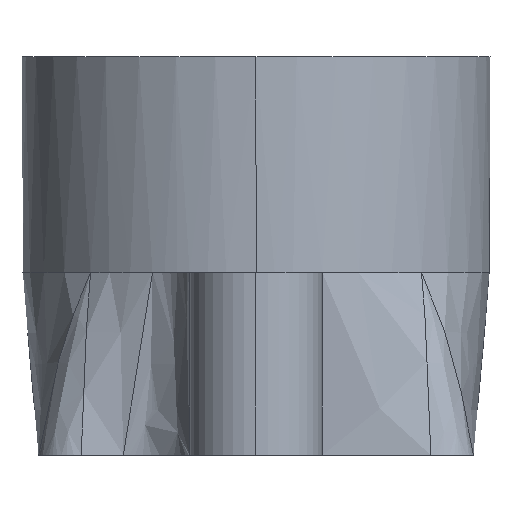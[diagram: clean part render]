
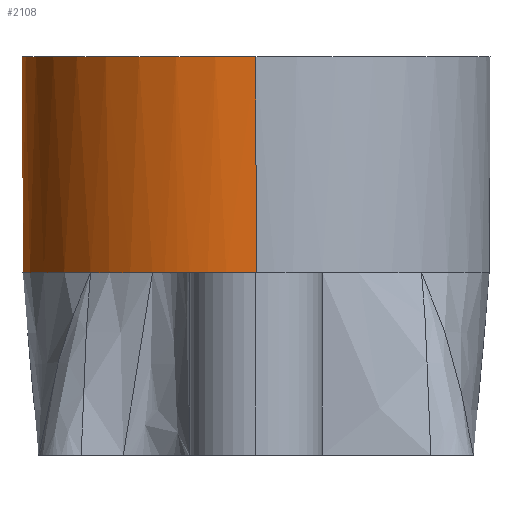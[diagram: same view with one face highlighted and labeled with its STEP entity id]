
A CAD part, left-side view. The second image highlights one B-rep face of the part: STEP entity #2108.
In plain terms, the highlighted cylindrical face has radius 7.05 mm (diameter 14.1 mm), a partial arc.
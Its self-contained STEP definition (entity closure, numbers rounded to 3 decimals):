
#4 = CARTESIAN_POINT ( 'NONE',  ( 0., 0., 5.5 ) ) ;
#8 = VERTEX_POINT ( 'NONE', #188 ) ;
#27 = AXIS2_PLACEMENT_3D ( 'NONE', #1696, #461, #835 ) ;
#36 = CARTESIAN_POINT ( 'NONE',  ( -7.026, 0.675, 5.5 ) ) ;
#58 = CARTESIAN_POINT ( 'NONE',  ( -6.76, 2., 5.5 ) ) ;
#70 = EDGE_CURVE ( 'NONE', #1759, #518, #670, .T. ) ;
#76 = CIRCLE ( 'NONE', #1096, 7.05 ) ;
#128 = CARTESIAN_POINT ( 'NONE',  ( 0., 0., 5.5 ) ) ;
#135 = ORIENTED_EDGE ( 'NONE', *, *, #1725, .T. ) ;
#170 = ORIENTED_EDGE ( 'NONE', *, *, #1503, .F. ) ;
#188 = CARTESIAN_POINT ( 'NONE',  ( -7.05, 0., 12. ) ) ;
#215 = CARTESIAN_POINT ( 'NONE',  ( -7.05, 0., 5.5 ) ) ;
#227 = VECTOR ( 'NONE', #1132, 1000. ) ;
#279 = CIRCLE ( 'NONE', #1088, 7.05 ) ;
#302 = ORIENTED_EDGE ( 'NONE', *, *, #1561, .T. ) ;
#333 = CARTESIAN_POINT ( 'NONE',  ( 7.05, 0.34, 5.5 ) ) ;
#334 = CARTESIAN_POINT ( 'NONE',  ( -6.76, 2., 5.5 ) ) ;
#341 = CARTESIAN_POINT ( 'NONE',  ( 0., 0., 39.94 ) ) ;
#362 = FACE_OUTER_BOUND ( 'NONE', #365, .T. ) ;
#363 = CARTESIAN_POINT ( 'NONE',  ( -6.929, 1.344, 5.5 ) ) ;
#365 = EDGE_LOOP ( 'NONE', ( #1322, #1568, #170, #302, #135, #1340, #843, #830, #2271, #1969, #931 ) ) ;
#379 = VERTEX_POINT ( 'NONE', #719 ) ;
#437 = CIRCLE ( 'NONE', #736, 7.05 ) ;
#447 = CARTESIAN_POINT ( 'NONE',  ( 6.324, 3.115, 5.5 ) ) ;
#461 = DIRECTION ( 'NONE',  ( 0., 0., 1. ) ) ;
#497 = DIRECTION ( 'NONE',  ( 0., 0., 1. ) ) ;
#518 = VERTEX_POINT ( 'NONE', #334 ) ;
#566 = LINE ( 'NONE', #951, #227 ) ;
#575 = EDGE_CURVE ( 'NONE', #1549, #841, #1645, .T. ) ;
#576 = CIRCLE ( 'NONE', #27, 7.05 ) ;
#593 = CARTESIAN_POINT ( 'NONE',  ( 0., 0., 5.5 ) ) ;
#615 = VERTEX_POINT ( 'NONE', #1825 ) ;
#649 = EDGE_CURVE ( 'NONE', #8, #1759, #566, .T. ) ;
#670 = B_SPLINE_CURVE_WITH_KNOTS ( 'NONE', 3,
 ( #215, #938, #36, #363, #1630, #58 ),
 .UNSPECIFIED., .F., .F.,
 ( 4, 2, 4 ),
 ( 0.5, 0.523, 0.546 ),
 .UNSPECIFIED. ) ;
#674 = B_SPLINE_CURVE_WITH_KNOTS ( 'NONE', 3,
 ( #2232, #1667, #447, #805 ),
 .UNSPECIFIED., .F., .F.,
 ( 4, 4 ),
 ( 0., 1. ),
 .UNSPECIFIED. ) ;
#679 = CARTESIAN_POINT ( 'NONE',  ( 7.05, 0., 12. ) ) ;
#697 = DIRECTION ( 'NONE',  ( -1., 0., 0. ) ) ;
#708 = CYLINDRICAL_SURFACE ( 'NONE', #2050, 7.05 ) ;
#719 = CARTESIAN_POINT ( 'NONE',  ( 4.985, 4.985, 5.5 ) ) ;
#736 = AXIS2_PLACEMENT_3D ( 'NONE', #4, #2234, #2222 ) ;
#766 = CARTESIAN_POINT ( 'NONE',  ( 0., 0., 5.5 ) ) ;
#781 = CARTESIAN_POINT ( 'NONE',  ( 0., 0., 12. ) ) ;
#796 = CARTESIAN_POINT ( 'NONE',  ( 7.05, 0., 39.94 ) ) ;
#805 = CARTESIAN_POINT ( 'NONE',  ( 6.323, 3.118, 5.5 ) ) ;
#830 = ORIENTED_EDGE ( 'NONE', *, *, #1454, .T. ) ;
#835 = DIRECTION ( 'NONE',  ( 1., 0., 0. ) ) ;
#841 = VERTEX_POINT ( 'NONE', #1066 ) ;
#843 = ORIENTED_EDGE ( 'NONE', *, *, #1255, .T. ) ;
#865 = CARTESIAN_POINT ( 'NONE',  ( 6.856, 1.676, 5.5 ) ) ;
#896 = VERTEX_POINT ( 'NONE', #987 ) ;
#916 = DIRECTION ( 'NONE',  ( 0., 0., 1. ) ) ;
#921 = AXIS2_PLACEMENT_3D ( 'NONE', #766, #916, #1461 ) ;
#931 = ORIENTED_EDGE ( 'NONE', *, *, #649, .F. ) ;
#938 = CARTESIAN_POINT ( 'NONE',  ( -7.05, 0.339, 5.5 ) ) ;
#944 = CARTESIAN_POINT ( 'NONE',  ( -6.323, 3.118, 5.5 ) ) ;
#951 = CARTESIAN_POINT ( 'NONE',  ( -7.05, 0., 39.94 ) ) ;
#970 = CARTESIAN_POINT ( 'NONE',  ( -4.985, 4.985, 5.5 ) ) ;
#987 = CARTESIAN_POINT ( 'NONE',  ( 6.327, 3.109, 5.5 ) ) ;
#1060 = EDGE_CURVE ( 'NONE', #8, #1549, #76, .T. ) ;
#1066 = CARTESIAN_POINT ( 'NONE',  ( 7.05, 0., 5.5 ) ) ;
#1088 = AXIS2_PLACEMENT_3D ( 'NONE', #593, #1818, #1252 ) ;
#1096 = AXIS2_PLACEMENT_3D ( 'NONE', #781, #2210, #2197 ) ;
#1132 = DIRECTION ( 'NONE',  ( 0., 0., -1. ) ) ;
#1163 = DIRECTION ( 'NONE',  ( 0., 0., -1. ) ) ;
#1182 = VECTOR ( 'NONE', #1992, 1000. ) ;
#1252 = DIRECTION ( 'NONE',  ( 1., 0., 0. ) ) ;
#1255 = EDGE_CURVE ( 'NONE', #379, #1399, #1932, .T. ) ;
#1322 = ORIENTED_EDGE ( 'NONE', *, *, #1060, .T. ) ;
#1340 = ORIENTED_EDGE ( 'NONE', *, *, #1533, .T. ) ;
#1346 = CIRCLE ( 'NONE', #1959, 7.05 ) ;
#1399 = VERTEX_POINT ( 'NONE', #970 ) ;
#1406 = CARTESIAN_POINT ( 'NONE',  ( -7.05, 0., 5.5 ) ) ;
#1454 = EDGE_CURVE ( 'NONE', #1399, #2221, #279, .T. ) ;
#1461 = DIRECTION ( 'NONE',  ( 1., 0., 0. ) ) ;
#1496 = CARTESIAN_POINT ( 'NONE',  ( 6.76, 2., 5.5 ) ) ;
#1503 = EDGE_CURVE ( 'NONE', #2006, #841, #1626, .T. ) ;
#1530 = DIRECTION ( 'NONE',  ( 1., 0., 0. ) ) ;
#1533 = EDGE_CURVE ( 'NONE', #615, #379, #576, .T. ) ;
#1549 = VERTEX_POINT ( 'NONE', #679 ) ;
#1561 = EDGE_CURVE ( 'NONE', #2006, #896, #1346, .T. ) ;
#1562 = CARTESIAN_POINT ( 'NONE',  ( 7.026, 0.674, 5.5 ) ) ;
#1568 = ORIENTED_EDGE ( 'NONE', *, *, #575, .T. ) ;
#1626 = B_SPLINE_CURVE_WITH_KNOTS ( 'NONE', 3,
 ( #1879, #865, #1706, #1562, #333, #1737 ),
 .UNSPECIFIED., .F., .F.,
 ( 4, 2, 4 ),
 ( 0., 0.25, 0.5 ),
 .UNSPECIFIED. ) ;
#1630 = CARTESIAN_POINT ( 'NONE',  ( -6.856, 1.676, 5.5 ) ) ;
#1645 = LINE ( 'NONE', #796, #1182 ) ;
#1667 = CARTESIAN_POINT ( 'NONE',  ( 6.326, 3.112, 5.5 ) ) ;
#1696 = CARTESIAN_POINT ( 'NONE',  ( 0., 0., 5.5 ) ) ;
#1706 = CARTESIAN_POINT ( 'NONE',  ( 6.929, 1.346, 5.5 ) ) ;
#1725 = EDGE_CURVE ( 'NONE', #896, #615, #674, .T. ) ;
#1737 = CARTESIAN_POINT ( 'NONE',  ( 7.05, 0., 5.5 ) ) ;
#1759 = VERTEX_POINT ( 'NONE', #1406 ) ;
#1818 = DIRECTION ( 'NONE',  ( 0., 0., 1. ) ) ;
#1825 = CARTESIAN_POINT ( 'NONE',  ( 6.323, 3.118, 5.5 ) ) ;
#1879 = CARTESIAN_POINT ( 'NONE',  ( 6.76, 2., 5.5 ) ) ;
#1932 = CIRCLE ( 'NONE', #921, 7.05 ) ;
#1959 = AXIS2_PLACEMENT_3D ( 'NONE', #128, #497, #1530 ) ;
#1969 = ORIENTED_EDGE ( 'NONE', *, *, #70, .F. ) ;
#1992 = DIRECTION ( 'NONE',  ( 0., 0., -1. ) ) ;
#2006 = VERTEX_POINT ( 'NONE', #1496 ) ;
#2050 = AXIS2_PLACEMENT_3D ( 'NONE', #341, #1163, #697 ) ;
#2108 = ADVANCED_FACE ( 'NONE', ( #362 ), #708, .T. ) ;
#2139 = EDGE_CURVE ( 'NONE', #518, #2221, #437, .T. ) ;
#2197 = DIRECTION ( 'NONE',  ( -1., 0., 0. ) ) ;
#2210 = DIRECTION ( 'NONE',  ( 0., 0., -1. ) ) ;
#2221 = VERTEX_POINT ( 'NONE', #944 ) ;
#2222 = DIRECTION ( 'NONE',  ( -1., 0., 0. ) ) ;
#2232 = CARTESIAN_POINT ( 'NONE',  ( 6.327, 3.109, 5.5 ) ) ;
#2234 = DIRECTION ( 'NONE',  ( 0., 0., -1. ) ) ;
#2271 = ORIENTED_EDGE ( 'NONE', *, *, #2139, .F. ) ;
